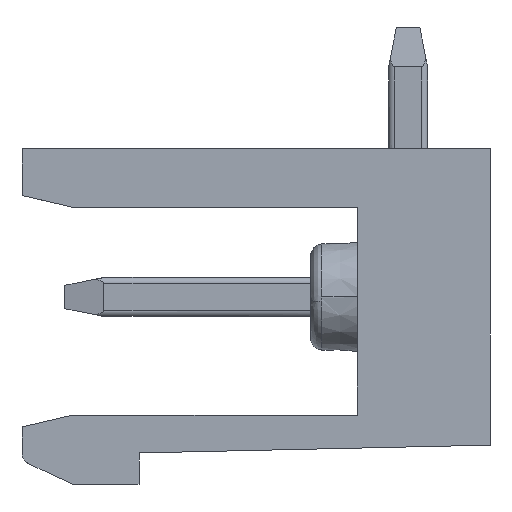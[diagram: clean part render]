
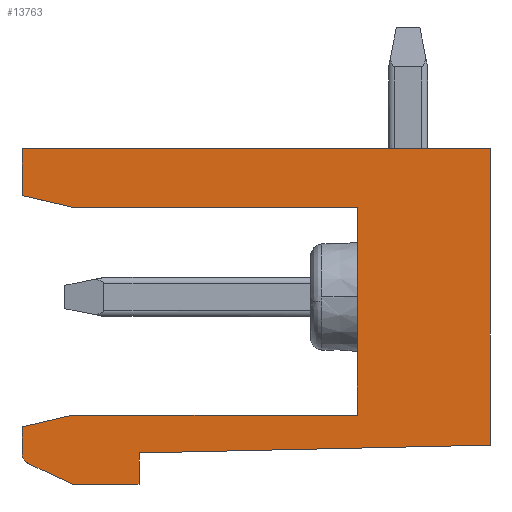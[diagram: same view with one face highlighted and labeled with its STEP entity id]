
A CAD part, left-side view. The second image highlights one B-rep face of the part: STEP entity #13763.
In plain terms, the highlighted planar face has unit normal (-1, 0, 0).
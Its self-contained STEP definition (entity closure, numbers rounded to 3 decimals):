
#100 = CARTESIAN_POINT ( 'NONE',  ( 29.46, 0., 14.7 ) ) ;
#380 = ORIENTED_EDGE ( 'NONE', *, *, #19753, .F. ) ;
#452 = VECTOR ( 'NONE', #5756, 1000. ) ;
#679 = ORIENTED_EDGE ( 'NONE', *, *, #7371, .T. ) ;
#1047 = CARTESIAN_POINT ( 'NONE',  ( 29.46, 10.7, 11.77 ) ) ;
#1200 = LINE ( 'NONE', #22471, #19449 ) ;
#1213 = DIRECTION ( 'NONE',  ( 0., 0., 1. ) ) ;
#1217 = LINE ( 'NONE', #7489, #6465 ) ;
#1293 = CARTESIAN_POINT ( 'NONE',  ( 29.46, 12., 17.4 ) ) ;
#1294 = DIRECTION ( 'NONE',  ( 0., 0.974, 0.225 ) ) ;
#1311 = CARTESIAN_POINT ( 'NONE',  ( 29.46, 11.877, 10.543 ) ) ;
#1593 = EDGE_CURVE ( 'NONE', #14070, #6512, #8598, .T. ) ;
#1684 = CARTESIAN_POINT ( 'NONE',  ( 29.46, 6., 18.6 ) ) ;
#1786 = EDGE_CURVE ( 'NONE', #18538, #17589, #18268, .T. ) ;
#2325 = ORIENTED_EDGE ( 'NONE', *, *, #8871, .F. ) ;
#2541 = LINE ( 'NONE', #9992, #20814 ) ;
#2795 = ORIENTED_EDGE ( 'NONE', *, *, #8897, .F. ) ;
#2801 = CARTESIAN_POINT ( 'NONE',  ( 29.46, 12., 18. ) ) ;
#3208 = CARTESIAN_POINT ( 'NONE',  ( 29.46, 11.826, 10.52 ) ) ;
#3543 = VECTOR ( 'NONE', #14008, 1000. ) ;
#3984 = VECTOR ( 'NONE', #15174, 1000. ) ;
#4007 = LINE ( 'NONE', #19149, #12839 ) ;
#4609 = DIRECTION ( 'NONE',  ( 0., 0., 1. ) ) ;
#5225 = VECTOR ( 'NONE', #13939, 1000. ) ;
#5508 = DIRECTION ( 'NONE',  ( 0., 0., 1. ) ) ;
#5550 = CARTESIAN_POINT ( 'NONE',  ( 29.46, 0., 11. ) ) ;
#5648 = CARTESIAN_POINT ( 'NONE',  ( 29.46, 9., 10. ) ) ;
#5756 = DIRECTION ( 'NONE',  ( 0., 0., 1. ) ) ;
#6465 = VECTOR ( 'NONE', #19865, 1000. ) ;
#6512 = VERTEX_POINT ( 'NONE', #10097 ) ;
#6940 = CARTESIAN_POINT ( 'NONE',  ( 29.46, 11.263, 10.26 ) ) ;
#7038 = VERTEX_POINT ( 'NONE', #1293 ) ;
#7371 = EDGE_CURVE ( 'NONE', #8162, #17589, #19250, .T. ) ;
#7489 = CARTESIAN_POINT ( 'NONE',  ( 29.46, 11.35, 11.62 ) ) ;
#7728 = DIRECTION ( 'NONE',  ( 0., 1., 0. ) ) ;
#7747 = CARTESIAN_POINT ( 'NONE',  ( 29.46, 3.4, 17.1 ) ) ;
#7894 = CARTESIAN_POINT ( 'NONE',  ( 29.46, 9., 10.8 ) ) ;
#8021 = VERTEX_POINT ( 'NONE', #13960 ) ;
#8123 = VECTOR ( 'NONE', #4609, 1000. ) ;
#8162 = VERTEX_POINT ( 'NONE', #5648 ) ;
#8465 = EDGE_CURVE ( 'NONE', #17052, #12504, #4007, .T. ) ;
#8546 = CARTESIAN_POINT ( 'NONE',  ( 29.46, 11.922, 10.582 ) ) ;
#8598 = LINE ( 'NONE', #18312, #12739 ) ;
#8680 = VECTOR ( 'NONE', #5508, 1000. ) ;
#8687 = PLANE ( 'NONE',  #19824 ) ;
#8871 = EDGE_CURVE ( 'NONE', #7038, #14692, #9764, .T. ) ;
#8897 = EDGE_CURVE ( 'NONE', #12014, #16014, #18067, .T. ) ;
#8928 = ORIENTED_EDGE ( 'NONE', *, *, #22706, .T. ) ;
#9536 = ORIENTED_EDGE ( 'NONE', *, *, #16598, .F. ) ;
#9631 = EDGE_CURVE ( 'NONE', #12504, #14070, #2541, .T. ) ;
#9764 = LINE ( 'NONE', #2801, #3984 ) ;
#9877 = VECTOR ( 'NONE', #21554, 1000. ) ;
#9992 = CARTESIAN_POINT ( 'NONE',  ( 29.46, 3.4, 14.3 ) ) ;
#10097 = CARTESIAN_POINT ( 'NONE',  ( 29.46, 10.7, 17.1 ) ) ;
#10167 = DIRECTION ( 'NONE',  ( 0., 1., -0.022 ) ) ;
#10325 = CARTESIAN_POINT ( 'NONE',  ( 29.46, 12., 10.735 ) ) ;
#10441 = DIRECTION ( 'NONE',  ( 1., 0., 0. ) ) ;
#10772 = ORIENTED_EDGE ( 'NONE', *, *, #13363, .T. ) ;
#10797 = CARTESIAN_POINT ( 'NONE',  ( 29.46, 3.4, 11.77 ) ) ;
#10939 = CARTESIAN_POINT ( 'NONE',  ( 29.46, 9.85, 10. ) ) ;
#12014 = VERTEX_POINT ( 'NONE', #22148 ) ;
#12504 = VERTEX_POINT ( 'NONE', #10797 ) ;
#12739 = VECTOR ( 'NONE', #7728, 1000. ) ;
#12839 = VECTOR ( 'NONE', #20944, 1000. ) ;
#12977 = EDGE_CURVE ( 'NONE', #14692, #20790, #17641, .T. ) ;
#13363 = EDGE_CURVE ( 'NONE', #8021, #8162, #18742, .T. ) ;
#13377 = LINE ( 'NONE', #100, #8680 ) ;
#13544 = VECTOR ( 'NONE', #10167, 1000. ) ;
#13763 = ADVANCED_FACE ( 'NONE', ( #20961 ), #8687, .F. ) ;
#13939 = DIRECTION ( 'NONE',  ( 0., -0.908, -0.419 ) ) ;
#13960 = CARTESIAN_POINT ( 'NONE',  ( 29.46, 10.7, 10. ) ) ;
#14008 = DIRECTION ( 'NONE',  ( 0., -1., 0. ) ) ;
#14070 = VERTEX_POINT ( 'NONE', #7747 ) ;
#14692 = VERTEX_POINT ( 'NONE', #15134 ) ;
#14816 = VERTEX_POINT ( 'NONE', #17305 ) ;
#15134 = CARTESIAN_POINT ( 'NONE',  ( 29.46, 12., 18.6 ) ) ;
#15165 = LINE ( 'NONE', #6940, #5225 ) ;
#15174 = DIRECTION ( 'NONE',  ( 0., 0., 1. ) ) ;
#15940 = EDGE_CURVE ( 'NONE', #18538, #20790, #13377, .T. ) ;
#16014 = VERTEX_POINT ( 'NONE', #22055 ) ;
#16061 = EDGE_LOOP ( 'NONE', ( #380, #2795, #21456, #8928, #10772, #679, #18228, #17193, #22331, #2325, #9536, #19341, #19634, #19537 ) ) ;
#16598 = EDGE_CURVE ( 'NONE', #6512, #7038, #1200, .T. ) ;
#17052 = VERTEX_POINT ( 'NONE', #1047 ) ;
#17193 = ORIENTED_EDGE ( 'NONE', *, *, #15940, .T. ) ;
#17305 = CARTESIAN_POINT ( 'NONE',  ( 29.46, 11.826, 10.52 ) ) ;
#17589 = VERTEX_POINT ( 'NONE', #7894 ) ;
#17641 = LINE ( 'NONE', #1684, #3543 ) ;
#18027 = CARTESIAN_POINT ( 'NONE',  ( 29.46, 9., 10.4 ) ) ;
#18067 = LINE ( 'NONE', #18735, #8123 ) ;
#18228 = ORIENTED_EDGE ( 'NONE', *, *, #1786, .F. ) ;
#18268 = LINE ( 'NONE', #19003, #13544 ) ;
#18300 = CARTESIAN_POINT ( 'NONE',  ( 29.46, 0., 18.6 ) ) ;
#18312 = CARTESIAN_POINT ( 'NONE',  ( 29.46, 8.67, 17.1 ) ) ;
#18404 = B_SPLINE_CURVE_WITH_KNOTS ( 'NONE', 3,
 ( #3208, #1311, #8546, #20943, #10325, #22719 ),
 .UNSPECIFIED., .F., .F.,
 ( 4, 2, 4 ),
 ( 0., 0.5, 1. ),
 .UNSPECIFIED. ) ;
#18538 = VERTEX_POINT ( 'NONE', #5550 ) ;
#18735 = CARTESIAN_POINT ( 'NONE',  ( 29.46, 12., 11.131 ) ) ;
#18742 = LINE ( 'NONE', #10939, #9877 ) ;
#19003 = CARTESIAN_POINT ( 'NONE',  ( 29.46, 0., 11. ) ) ;
#19149 = CARTESIAN_POINT ( 'NONE',  ( 29.46, 6., 11.77 ) ) ;
#19250 = LINE ( 'NONE', #18027, #452 ) ;
#19341 = ORIENTED_EDGE ( 'NONE', *, *, #1593, .F. ) ;
#19449 = VECTOR ( 'NONE', #1294, 1000. ) ;
#19537 = ORIENTED_EDGE ( 'NONE', *, *, #8465, .F. ) ;
#19634 = ORIENTED_EDGE ( 'NONE', *, *, #9631, .F. ) ;
#19753 = EDGE_CURVE ( 'NONE', #16014, #17052, #1217, .T. ) ;
#19824 = AXIS2_PLACEMENT_3D ( 'NONE', #22775, #10441, #22857 ) ;
#19865 = DIRECTION ( 'NONE',  ( 0., -0.974, 0.225 ) ) ;
#20790 = VERTEX_POINT ( 'NONE', #18300 ) ;
#20814 = VECTOR ( 'NONE', #1213, 1000. ) ;
#20943 = CARTESIAN_POINT ( 'NONE',  ( 29.46, 11.983, 10.678 ) ) ;
#20944 = DIRECTION ( 'NONE',  ( 0., -1., 0. ) ) ;
#20961 = FACE_OUTER_BOUND ( 'NONE', #16061, .T. ) ;
#21456 = ORIENTED_EDGE ( 'NONE', *, *, #22648, .F. ) ;
#21554 = DIRECTION ( 'NONE',  ( 0., -1., 0. ) ) ;
#22055 = CARTESIAN_POINT ( 'NONE',  ( 29.46, 12., 11.47 ) ) ;
#22148 = CARTESIAN_POINT ( 'NONE',  ( 29.46, 12., 10.792 ) ) ;
#22331 = ORIENTED_EDGE ( 'NONE', *, *, #12977, .F. ) ;
#22471 = CARTESIAN_POINT ( 'NONE',  ( 29.46, 11.35, 17.25 ) ) ;
#22648 = EDGE_CURVE ( 'NONE', #14816, #12014, #18404, .T. ) ;
#22706 = EDGE_CURVE ( 'NONE', #14816, #8021, #15165, .T. ) ;
#22719 = CARTESIAN_POINT ( 'NONE',  ( 29.46, 12., 10.792 ) ) ;
#22775 = CARTESIAN_POINT ( 'NONE',  ( 29.46, 6., 14.3 ) ) ;
#22857 = DIRECTION ( 'NONE',  ( 0., 0., -1. ) ) ;
